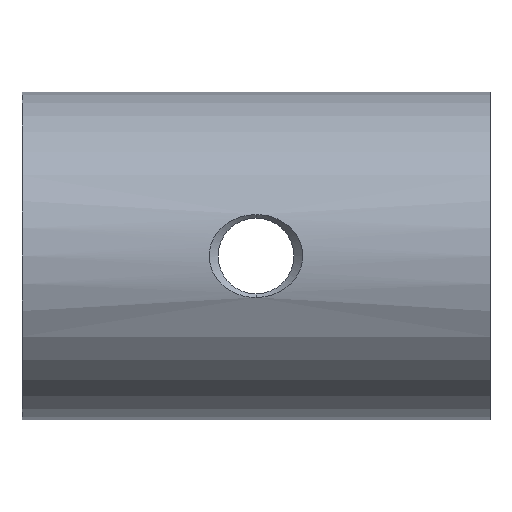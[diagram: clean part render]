
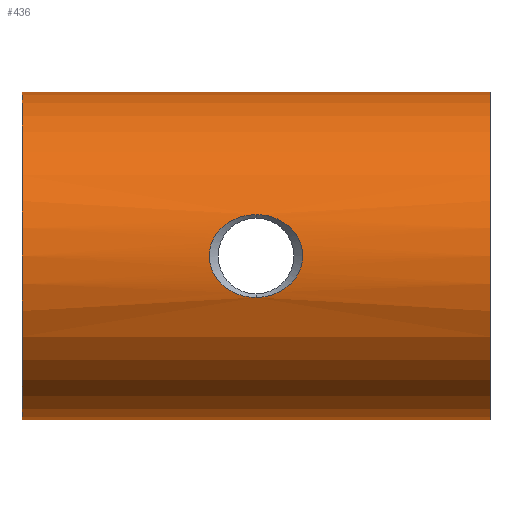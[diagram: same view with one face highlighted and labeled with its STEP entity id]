
A CAD part, front view. The second image highlights one B-rep face of the part: STEP entity #436.
In plain terms, the highlighted cylindrical face has radius 7 mm (diameter 14 mm), a partial arc.
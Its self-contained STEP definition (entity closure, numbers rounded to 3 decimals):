
#1 = EDGE_CURVE ( 'NONE', #17, #414, #467, .T. ) ;
#2 = DIRECTION ( 'NONE',  ( 1., 0., 0. ) ) ;
#4 = VERTEX_POINT ( 'NONE', #144 ) ;
#5 = CARTESIAN_POINT ( 'NONE',  ( 1.276, -6.666, 1.367 ) ) ;
#6 = ORIENTED_EDGE ( 'NONE', *, *, #359, .F. ) ;
#17 = VERTEX_POINT ( 'NONE', #111 ) ;
#19 = VECTOR ( 'NONE', #424, 1000. ) ;
#24 = CARTESIAN_POINT ( 'NONE',  ( -1.559, -6.71, -1.131 ) ) ;
#29 = CARTESIAN_POINT ( 'NONE',  ( -1.884, -6.775, -0.603 ) ) ;
#32 = CARTESIAN_POINT ( 'NONE',  ( -1.556, -6.709, 1.133 ) ) ;
#37 = CARTESIAN_POINT ( 'NONE',  ( 1.986, -6.797, 0.242 ) ) ;
#43 = CARTESIAN_POINT ( 'NONE',  ( 10., 0.2, 0. ) ) ;
#48 = CARTESIAN_POINT ( 'NONE',  ( -10., 0., 6.997 ) ) ;
#50 = CARTESIAN_POINT ( 'NONE',  ( 10., 0., -6.997 ) ) ;
#59 = VECTOR ( 'NONE', #383, 1000. ) ;
#65 = CARTESIAN_POINT ( 'NONE',  ( -0.496, -6.583, 1.73 ) ) ;
#71 = EDGE_CURVE ( 'NONE', #213, #310, #399, .T. ) ;
#73 = CIRCLE ( 'NONE', #175, 7. ) ;
#79 = CARTESIAN_POINT ( 'NONE',  ( 0., -6.572, 1.772 ) ) ;
#81 = CARTESIAN_POINT ( 'NONE',  ( 10., 0.2, 0. ) ) ;
#83 = CARTESIAN_POINT ( 'NONE',  ( 0., -6.572, 1.772 ) ) ;
#99 = CARTESIAN_POINT ( 'NONE',  ( -2., -6.8, -0.119 ) ) ;
#102 = CARTESIAN_POINT ( 'NONE',  ( 1.882, -6.774, -0.609 ) ) ;
#104 = CARTESIAN_POINT ( 'NONE',  ( 10., 0., 6.997 ) ) ;
#108 = EDGE_CURVE ( 'NONE', #453, #4, #201, .T. ) ;
#110 = CARTESIAN_POINT ( 'NONE',  ( 0.124, -6.572, -1.772 ) ) ;
#111 = CARTESIAN_POINT ( 'NONE',  ( 10., 0., 6.997 ) ) ;
#112 = CARTESIAN_POINT ( 'NONE',  ( 1.984, -6.796, -0.254 ) ) ;
#117 = DIRECTION ( 'NONE',  ( 0., 0., -1. ) ) ;
#128 = ORIENTED_EDGE ( 'NONE', *, *, #381, .T. ) ;
#137 = CARTESIAN_POINT ( 'NONE',  ( -1.177, -6.65, -1.449 ) ) ;
#144 = CARTESIAN_POINT ( 'NONE',  ( -10., 0., -6.997 ) ) ;
#146 = CARTESIAN_POINT ( 'NONE',  ( 0., -6.572, -1.772 ) ) ;
#147 = CARTESIAN_POINT ( 'NONE',  ( 10., 0., -6.997 ) ) ;
#148 = CARTESIAN_POINT ( 'NONE',  ( 0.959, -6.625, 1.557 ) ) ;
#157 = CARTESIAN_POINT ( 'NONE',  ( 0.247, -6.572, 1.772 ) ) ;
#168 = CARTESIAN_POINT ( 'NONE',  ( -1.718, -6.741, -0.936 ) ) ;
#173 = CARTESIAN_POINT ( 'NONE',  ( -0.963, -6.623, -1.568 ) ) ;
#175 = AXIS2_PLACEMENT_3D ( 'NONE', #260, #184, #224 ) ;
#176 = CARTESIAN_POINT ( 'NONE',  ( -1.716, -6.74, 0.938 ) ) ;
#177 = CARTESIAN_POINT ( 'NONE',  ( 0.845, -6.613, -1.609 ) ) ;
#179 = CARTESIAN_POINT ( 'NONE',  ( 1.549, -6.71, -1.124 ) ) ;
#181 = CARTESIAN_POINT ( 'NONE',  ( 0.247, -6.575, -1.762 ) ) ;
#184 = DIRECTION ( 'NONE',  ( 1., 0., 0. ) ) ;
#193 = FACE_OUTER_BOUND ( 'NONE', #357, .T. ) ;
#201 = LINE ( 'NONE', #50, #19 ) ;
#206 = ORIENTED_EDGE ( 'NONE', *, *, #71, .F. ) ;
#208 = CARTESIAN_POINT ( 'NONE',  ( -1.928, -6.784, -0.485 ) ) ;
#211 = CARTESIAN_POINT ( 'NONE',  ( 0., -6.572, -1.772 ) ) ;
#213 = VERTEX_POINT ( 'NONE', #83 ) ;
#214 = CARTESIAN_POINT ( 'NONE',  ( 0.49, -6.585, -1.721 ) ) ;
#219 = CARTESIAN_POINT ( 'NONE',  ( 1.273, -6.665, -1.369 ) ) ;
#224 = DIRECTION ( 'NONE',  ( 0., 0., -1. ) ) ;
#249 = CARTESIAN_POINT ( 'NONE',  ( 2., -6.8, -0.129 ) ) ;
#251 = CARTESIAN_POINT ( 'NONE',  ( -1.882, -6.774, 0.61 ) ) ;
#252 = CARTESIAN_POINT ( 'NONE',  ( 1.463, -6.695, -1.211 ) ) ;
#253 = CARTESIAN_POINT ( 'NONE',  ( 0., -6.572, 1.772 ) ) ;
#254 = CARTESIAN_POINT ( 'NONE',  ( 0.611, -6.593, -1.69 ) ) ;
#257 = CARTESIAN_POINT ( 'NONE',  ( 2., -6.8, 0.118 ) ) ;
#259 = CARTESIAN_POINT ( 'NONE',  ( 0.497, -6.583, 1.73 ) ) ;
#260 = CARTESIAN_POINT ( 'NONE',  ( -10., 0.2, 0. ) ) ;
#275 = ORIENTED_EDGE ( 'NONE', *, *, #108, .F. ) ;
#278 = CARTESIAN_POINT ( 'NONE',  ( -1.18, -6.651, 1.446 ) ) ;
#283 = CARTESIAN_POINT ( 'NONE',  ( -0.246, -6.572, 1.772 ) ) ;
#286 = CARTESIAN_POINT ( 'NONE',  ( -1.926, -6.784, 0.492 ) ) ;
#289 = CARTESIAN_POINT ( 'NONE',  ( 1.17, -6.651, -1.439 ) ) ;
#290 = CARTESIAN_POINT ( 'NONE',  ( 1.886, -6.775, 0.601 ) ) ;
#291 = CARTESIAN_POINT ( 'NONE',  ( 0., -6.572, -1.772 ) ) ;
#295 = CARTESIAN_POINT ( 'NONE',  ( 0.845, -6.613, 1.608 ) ) ;
#299 = CARTESIAN_POINT ( 'NONE',  ( 1.175, -6.651, 1.436 ) ) ;
#302 = CYLINDRICAL_SURFACE ( 'NONE', #371, 7. ) ;
#310 = VERTEX_POINT ( 'NONE', #211 ) ;
#315 = CARTESIAN_POINT ( 'NONE',  ( -0.493, -6.583, -1.731 ) ) ;
#321 = CARTESIAN_POINT ( 'NONE',  ( 1.928, -6.784, 0.485 ) ) ;
#324 = CARTESIAN_POINT ( 'NONE',  ( 0.957, -6.625, -1.558 ) ) ;
#329 = CIRCLE ( 'NONE', #444, 7. ) ;
#332 = FACE_BOUND ( 'NONE', #422, .T. ) ;
#349 = CARTESIAN_POINT ( 'NONE',  ( -1.986, -6.797, -0.245 ) ) ;
#357 = EDGE_LOOP ( 'NONE', ( #128, #275, #378, #403 ) ) ;
#359 = EDGE_CURVE ( 'NONE', #310, #213, #439, .T. ) ;
#368 = DIRECTION ( 'NONE',  ( 0., 0., 1. ) ) ;
#371 = AXIS2_PLACEMENT_3D ( 'NONE', #81, #450, #368 ) ;
#374 = CARTESIAN_POINT ( 'NONE',  ( 1.72, -6.741, 0.934 ) ) ;
#378 = ORIENTED_EDGE ( 'NONE', *, *, #420, .F. ) ;
#381 = EDGE_CURVE ( 'NONE', #414, #4, #73, .T. ) ;
#383 = DIRECTION ( 'NONE',  ( -1., 0., 0. ) ) ;
#391 = CARTESIAN_POINT ( 'NONE',  ( -2., -6.8, 0.129 ) ) ;
#399 = B_SPLINE_CURVE_WITH_KNOTS ( 'NONE', 3,
 ( #253, #283, #65, #427, #278, #32, #176, #251, #286, #423, #391, #99, #349, #208, #29, #168, #24, #137, #173, #315, #430, #291 ),
 .UNSPECIFIED., .F., .F.,
 ( 4, 2, 2, 2, 2, 2, 2, 2, 2, 2, 4 ),
 ( 0.007, 0.008, 0.009, 0.01, 0.01, 0.01, 0.011, 0.011, 0.012, 0.013, 0.013 ),
 .UNSPECIFIED. ) ;
#403 = ORIENTED_EDGE ( 'NONE', *, *, #1, .T. ) ;
#404 = CARTESIAN_POINT ( 'NONE',  ( 1.56, -6.71, 1.129 ) ) ;
#414 = VERTEX_POINT ( 'NONE', #48 ) ;
#420 = EDGE_CURVE ( 'NONE', #17, #453, #329, .T. ) ;
#422 = EDGE_LOOP ( 'NONE', ( #6, #206 ) ) ;
#423 = CARTESIAN_POINT ( 'NONE',  ( -1.985, -6.797, 0.251 ) ) ;
#424 = DIRECTION ( 'NONE',  ( -1., 0., 0. ) ) ;
#427 = CARTESIAN_POINT ( 'NONE',  ( -0.96, -6.623, 1.568 ) ) ;
#430 = CARTESIAN_POINT ( 'NONE',  ( -0.248, -6.572, -1.772 ) ) ;
#434 = CARTESIAN_POINT ( 'NONE',  ( 1.925, -6.784, -0.494 ) ) ;
#436 = ADVANCED_FACE ( 'CYL_0', ( #193, #332 ), #302, .T. ) ;
#439 = B_SPLINE_CURVE_WITH_KNOTS ( 'NONE', 3,
 ( #146, #110, #181, #214, #254, #177, #324, #289, #219, #252, #179, #468, #471, #102, #434, #112, #249, #257, #37, #321, #290, #374, #404, #5, #299, #148, #295, #259, #157, #79 ),
 .UNSPECIFIED., .F., .F.,
 ( 4, 2, 2, 2, 2, 2, 2, 2, 2, 2, 2, 2, 2, 2, 4 ),
 ( 0.001, 0.002, 0.002, 0.003, 0.003, 0.003, 0.004, 0.004, 0.004, 0.005, 0.005, 0.006, 0.006, 0.007, 0.007 ),
 .UNSPECIFIED. ) ;
#444 = AXIS2_PLACEMENT_3D ( 'NONE', #43, #2, #117 ) ;
#450 = DIRECTION ( 'NONE',  ( -1., 0., 0. ) ) ;
#453 = VERTEX_POINT ( 'NONE', #147 ) ;
#467 = LINE ( 'NONE', #104, #59 ) ;
#468 = CARTESIAN_POINT ( 'NONE',  ( 1.702, -6.738, -0.934 ) ) ;
#471 = CARTESIAN_POINT ( 'NONE',  ( 1.771, -6.752, -0.829 ) ) ;
